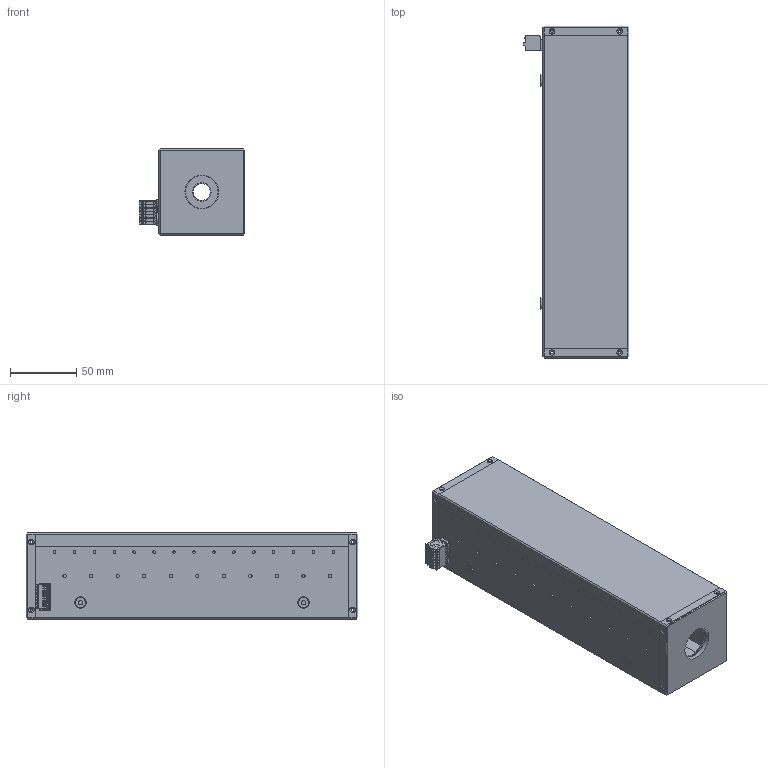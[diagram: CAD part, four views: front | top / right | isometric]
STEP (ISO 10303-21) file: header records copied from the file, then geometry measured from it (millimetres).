
FILE_DESCRIPTION(/* description */ (''),/* implementation_level */ '2;1');
FILE_NAME(/* name */ 'MEX15HP v3.step',/* time_stamp */ '2022-02-24T13:58:52+02:00',/* author */ (''),/* organization */ (''),/* preprocessor_version */ 'ST-DEVELOPER v18.1',/* originating_system */ 'Autodesk Translation Framework v10.13.0.1454',/* authorisation */ '');
FILE_SCHEMA (('AUTOMOTIVE_DESIGN { 1 0 10303 214 3 1 1 }'));
Length unit declared in the file: millimetre
Products named in the file (17): *MEX15HP 2.0; MEX15HP-001-01 base; MEX15HP-012-00 Input cover; MEX15HP-013-01 output cover; main cover; bottom cover; top cover; Download_STP_691382000007 (rev1); 6913820000xx_PIN; 691382000007; 90358A131_Ultra-Low-Profile Socket Head Screw; Download_STP_691381000007 (rev1); 691381000007; 691381000007_BAS; 6913810000xx_Levier; 6913810000xx; 6913810000xx_LAME
Assembly tree (41 placements, depth 3):
  *MEX15HP 2.0
    MEX15HP-001-01 base
    MEX15HP-012-00 Input cover
    MEX15HP-013-01 output cover
    main cover
      bottom cover
      top cover
    Download_STP_691382000007 (rev1)
      6913820000xx_PIN  x7
      691382000007
    90358A131_Ultra-Low-Profile Socket Head Screw  x2
    Download_STP_691381000007 (rev1)
      691381000007
      691381000007_BAS
      6913810000xx_Levier  x7
      6913810000xx  x7
      6913810000xx_LAME  x7
Bounding box: 79.8 x 250 x 65 mm (x, y, z)
Volume: 205308 mm3; surface area: 169812.7 mm2
Topology: 38 solids, 38 shells, 2642 faces, 7204 edges, 4656 vertices
Faces by surface type: plane 2058, cylinder 495, cone 78, torus 7, bspline 4
Full cylindrical faces by diameter (mm): 1.3 x7, 1.6 x3, 1.8 x7, 2 x46, 2.2 x5, 2.5 x11, 3.961 x12, 4 x5, 5 x14, 8.5 x2, 12.7 x1, 14 x1, 24.5 x1, 25.4 x1, 26.4 x1, 28 x1
Entity records: 57935 total; most frequent: CARTESIAN_POINT 11221, ORIENTED_EDGE 9546, DIRECTION 8796, EDGE_CURVE 4773, LINE 4130, VECTOR 4130, VERTEX_POINT 3119, AXIS2_PLACEMENT_3D 2333
